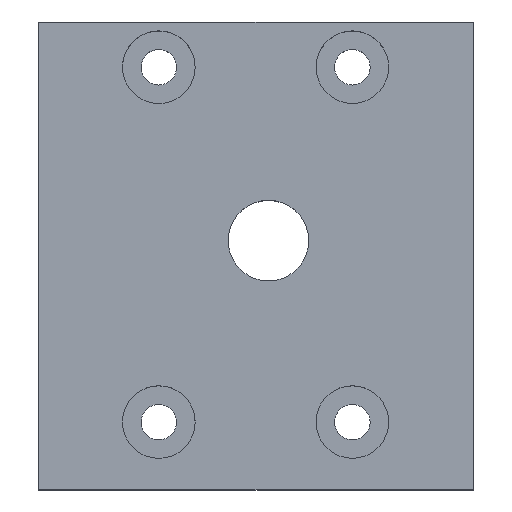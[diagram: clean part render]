
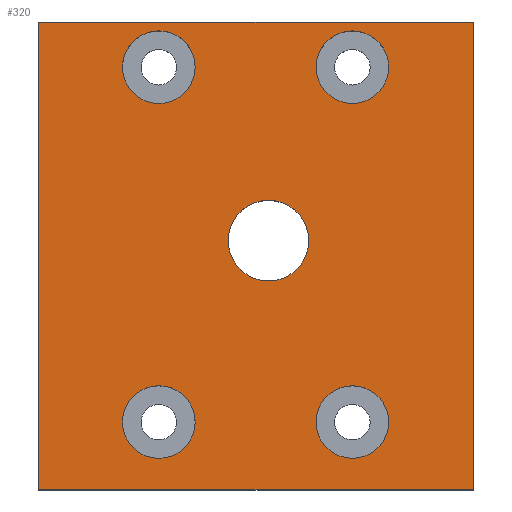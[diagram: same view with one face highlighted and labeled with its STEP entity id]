
A CAD part, top view. The second image highlights one B-rep face of the part: STEP entity #320.
In plain terms, the highlighted planar face has unit normal (0, 0, 1).
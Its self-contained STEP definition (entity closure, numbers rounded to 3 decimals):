
#19=FACE_BOUND('',#80,.T.);
#20=FACE_BOUND('',#81,.T.);
#21=FACE_BOUND('',#82,.T.);
#22=FACE_BOUND('',#83,.T.);
#23=FACE_BOUND('',#84,.T.);
#37=PLANE('',#371);
#56=FACE_OUTER_BOUND('',#79,.T.);
#79=EDGE_LOOP('',(#276,#277,#278,#279));
#80=EDGE_LOOP('',(#280));
#81=EDGE_LOOP('',(#281));
#82=EDGE_LOOP('',(#282));
#83=EDGE_LOOP('',(#283));
#84=EDGE_LOOP('',(#284));
#102=LINE('',#536,#123);
#105=LINE('',#542,#126);
#108=LINE('',#548,#129);
#111=LINE('',#552,#132);
#123=VECTOR('',#450,10.);
#126=VECTOR('',#455,10.);
#129=VECTOR('',#460,10.);
#132=VECTOR('',#465,10.);
#133=CIRCLE('',#337,2.5);
#137=CIRCLE('',#343,2.25);
#141=CIRCLE('',#350,2.25);
#145=CIRCLE('',#357,2.25);
#149=CIRCLE('',#364,2.25);
#151=VERTEX_POINT('',#472);
#155=VERTEX_POINT('',#483);
#159=VERTEX_POINT('',#496);
#163=VERTEX_POINT('',#509);
#167=VERTEX_POINT('',#522);
#171=VERTEX_POINT('',#533);
#172=VERTEX_POINT('',#535);
#174=VERTEX_POINT('',#541);
#176=VERTEX_POINT('',#547);
#177=EDGE_CURVE('',#151,#151,#133,.T.);
#182=EDGE_CURVE('',#155,#155,#137,.T.);
#188=EDGE_CURVE('',#159,#159,#141,.T.);
#194=EDGE_CURVE('',#163,#163,#145,.T.);
#200=EDGE_CURVE('',#167,#167,#149,.T.);
#206=EDGE_CURVE('',#172,#171,#102,.T.);
#209=EDGE_CURVE('',#174,#172,#105,.T.);
#212=EDGE_CURVE('',#176,#174,#108,.T.);
#215=EDGE_CURVE('',#171,#176,#111,.T.);
#276=ORIENTED_EDGE('',*,*,#215,.T.);
#277=ORIENTED_EDGE('',*,*,#212,.T.);
#278=ORIENTED_EDGE('',*,*,#209,.T.);
#279=ORIENTED_EDGE('',*,*,#206,.T.);
#280=ORIENTED_EDGE('',*,*,#177,.T.);
#281=ORIENTED_EDGE('',*,*,#182,.T.);
#282=ORIENTED_EDGE('',*,*,#188,.T.);
#283=ORIENTED_EDGE('',*,*,#194,.T.);
#284=ORIENTED_EDGE('',*,*,#200,.T.);
#320=ADVANCED_FACE('',(#56,#19,#20,#21,#22,#23),#37,.T.);
#337=AXIS2_PLACEMENT_3D('',#473,#377,#378);
#343=AXIS2_PLACEMENT_3D('',#484,#390,#391);
#350=AXIS2_PLACEMENT_3D('',#497,#406,#407);
#357=AXIS2_PLACEMENT_3D('',#510,#422,#423);
#364=AXIS2_PLACEMENT_3D('',#523,#438,#439);
#371=AXIS2_PLACEMENT_3D('',#553,#466,#467);
#377=DIRECTION('center_axis',(0.,0.,-1.));
#378=DIRECTION('ref_axis',(1.,0.,0.));
#390=DIRECTION('center_axis',(0.,0.,-1.));
#391=DIRECTION('ref_axis',(1.,0.,0.));
#406=DIRECTION('center_axis',(0.,0.,-1.));
#407=DIRECTION('ref_axis',(1.,0.,0.));
#422=DIRECTION('center_axis',(0.,0.,-1.));
#423=DIRECTION('ref_axis',(1.,0.,0.));
#438=DIRECTION('center_axis',(0.,0.,-1.));
#439=DIRECTION('ref_axis',(1.,0.,0.));
#450=DIRECTION('',(1.,0.,0.));
#455=DIRECTION('',(0.,-1.,0.));
#460=DIRECTION('',(-1.,0.,0.));
#465=DIRECTION('',(0.,1.,0.));
#466=DIRECTION('center_axis',(0.,0.,1.));
#467=DIRECTION('ref_axis',(1.,0.,0.));
#472=CARTESIAN_POINT('',(-14.701,-7.384,235.446));
#473=CARTESIAN_POINT('Origin',(-12.201,-7.384,235.446));
#483=CARTESIAN_POINT('',(-21.25,-18.63,235.446));
#484=CARTESIAN_POINT('Origin',(-19.,-18.63,235.446));
#496=CARTESIAN_POINT('',(-9.25,-18.63,235.446));
#497=CARTESIAN_POINT('Origin',(-7.,-18.63,235.446));
#509=CARTESIAN_POINT('',(-9.25,3.37,235.446));
#510=CARTESIAN_POINT('Origin',(-7.,3.37,235.446));
#522=CARTESIAN_POINT('',(-21.25,3.37,235.446));
#523=CARTESIAN_POINT('Origin',(-19.,3.37,235.446));
#533=CARTESIAN_POINT('',(0.5,-22.83,235.446));
#535=CARTESIAN_POINT('',(-26.453,-22.83,235.446));
#536=CARTESIAN_POINT('',(-26.453,-22.83,235.446));
#541=CARTESIAN_POINT('',(-26.453,6.17,235.446));
#542=CARTESIAN_POINT('',(-26.453,6.17,235.446));
#547=CARTESIAN_POINT('',(0.5,6.17,235.446));
#548=CARTESIAN_POINT('',(0.5,6.17,235.446));
#552=CARTESIAN_POINT('',(0.5,-22.83,235.446));
#553=CARTESIAN_POINT('Origin',(-13.,-8.33,235.446));
